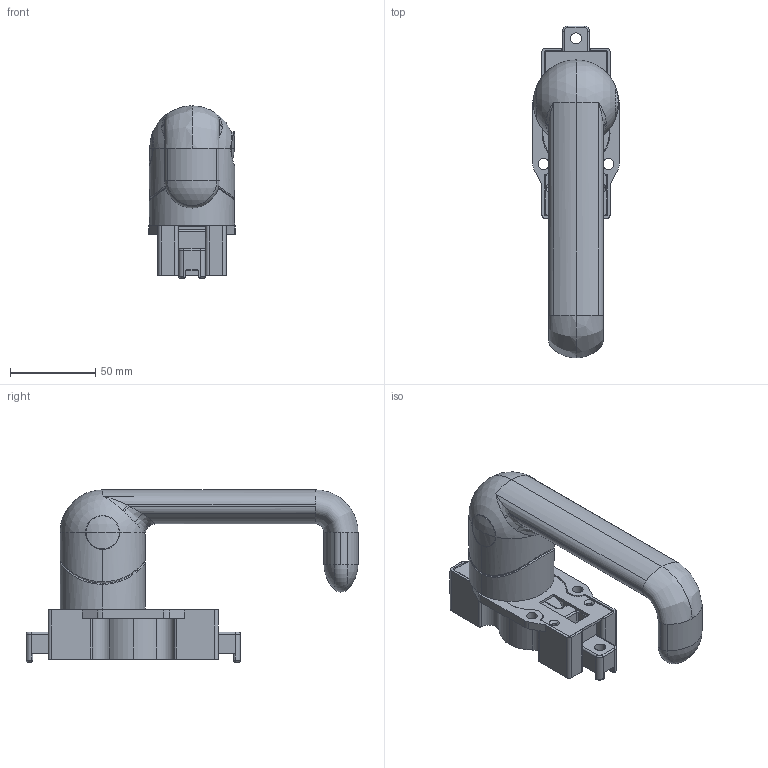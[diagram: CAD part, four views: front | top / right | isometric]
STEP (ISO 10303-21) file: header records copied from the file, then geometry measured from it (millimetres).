
FILE_DESCRIPTION (( 'STEP AP203' ), '1' );
FILE_NAME ('sone3D.STEP', '2017-08-08T00:40:57', ( '' ), ( '' ), 'SwSTEP 2.0', 'SolidWorks 2014', '' );
FILE_SCHEMA (( 'CONFIG_CONTROL_DESIGN' ));
Length unit declared in the file: millimetre
Products named in the file (9): sone3D; FA-680ハンドル_; FA-680僴儞僪儖儀乕僗_; FA-680ハンドルピン_; FA-680ƒnƒ“ƒhƒ‹ƒLƒƒƒbƒv_; FA-680ハウジング_; FA-680スライダー_; FA-680円盤_; FA-680蓋_
Assembly tree (10 placements, depth 2):
  sone3D
    FA-680ハンドル_
    FA-680僴儞僪儖儀乕僗_
    FA-680ハンドルピン_
    FA-680ƒnƒ“ƒhƒ‹ƒLƒƒƒbƒv_  x2
    FA-680ハウジング_
    FA-680スライダー_  x2
    FA-680円盤_
    FA-680蓋_
Bounding box: 51 x 195 x 101.2 mm (x, y, z)
Volume: 250869 mm3; surface area: 94586.2 mm2
Topology: 10 solids, 10 shells, 780 faces, 2023 edges, 1240 vertices
Faces by surface type: cylinder 371, plane 248, torus 80, sphere 42, bspline 31, cone 8
Entity records: 23513 total; most frequent: CARTESIAN_POINT 7253, DIRECTION 3296, ORIENTED_EDGE 3192, EDGE_CURVE 1596, AXIS2_PLACEMENT_3D 1257, VERTEX_POINT 1008, LINE 782, VECTOR 782
